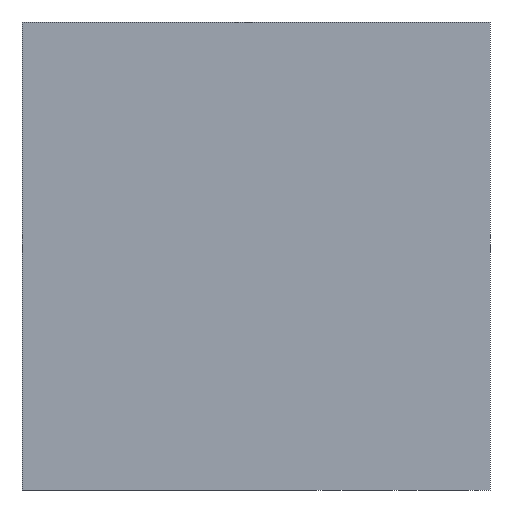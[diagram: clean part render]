
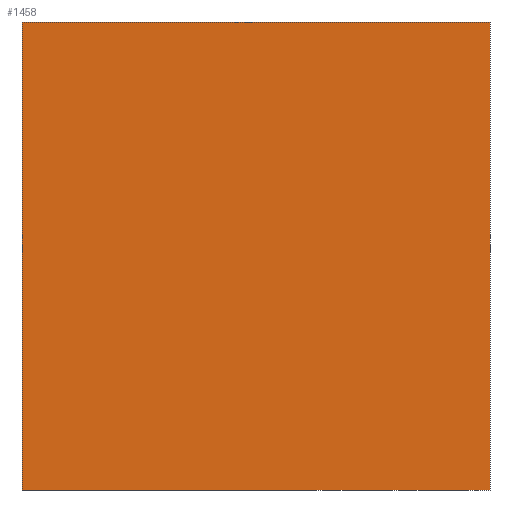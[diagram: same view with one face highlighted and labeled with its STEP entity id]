
A CAD part, left-side view. The second image highlights one B-rep face of the part: STEP entity #1458.
In plain terms, the highlighted planar face has unit normal (-1, 0, 0).
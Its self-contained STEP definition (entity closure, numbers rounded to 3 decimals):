
#10 = VECTOR ( 'NONE', #337, 1000. ) ;
#64 = DIRECTION ( 'NONE',  ( 0., -1., 0. ) ) ;
#152 = CARTESIAN_POINT ( 'NONE',  ( 0., 0., 40. ) ) ;
#156 = DIRECTION ( 'NONE',  ( 0., 0., -1. ) ) ;
#194 = LINE ( 'NONE', #152, #10 ) ;
#337 = DIRECTION ( 'NONE',  ( 0., -1., 0. ) ) ;
#575 = FACE_OUTER_BOUND ( 'NONE', #1787, .T. ) ;
#622 = ORIENTED_EDGE ( 'NONE', *, *, #704, .T. ) ;
#704 = EDGE_CURVE ( 'NONE', #2309, #2461, #1102, .T. ) ;
#730 = ORIENTED_EDGE ( 'NONE', *, *, #1198, .F. ) ;
#744 = ORIENTED_EDGE ( 'NONE', *, *, #1457, .F. ) ;
#770 = CARTESIAN_POINT ( 'NONE',  ( 0., 0., 40. ) ) ;
#888 = CARTESIAN_POINT ( 'NONE',  ( 0., 0., 0. ) ) ;
#915 = DIRECTION ( 'NONE',  ( 1., 0., 0. ) ) ;
#994 = ORIENTED_EDGE ( 'NONE', *, *, #1741, .T. ) ;
#1089 = CARTESIAN_POINT ( 'NONE',  ( 0., 0., 40. ) ) ;
#1102 = LINE ( 'NONE', #1233, #1569 ) ;
#1198 = EDGE_CURVE ( 'NONE', #1482, #2461, #2080, .T. ) ;
#1233 = CARTESIAN_POINT ( 'NONE',  ( 0., 0., 0. ) ) ;
#1457 = EDGE_CURVE ( 'NONE', #1495, #1482, #194, .T. ) ;
#1458 = ADVANCED_FACE ( 'NONE', ( #575 ), #2265, .F. ) ;
#1482 = VERTEX_POINT ( 'NONE', #770 ) ;
#1495 = VERTEX_POINT ( 'NONE', #1746 ) ;
#1569 = VECTOR ( 'NONE', #64, 1000. ) ;
#1586 = CARTESIAN_POINT ( 'NONE',  ( 0., 40., 0. ) ) ;
#1598 = VECTOR ( 'NONE', #156, 1000. ) ;
#1741 = EDGE_CURVE ( 'NONE', #1495, #2309, #2216, .T. ) ;
#1746 = CARTESIAN_POINT ( 'NONE',  ( 0., 40., 40. ) ) ;
#1787 = EDGE_LOOP ( 'NONE', ( #622, #730, #744, #994 ) ) ;
#2028 = AXIS2_PLACEMENT_3D ( 'NONE', #2064, #915, #2457 ) ;
#2064 = CARTESIAN_POINT ( 'NONE',  ( 0., 0., 40. ) ) ;
#2080 = LINE ( 'NONE', #1089, #1598 ) ;
#2163 = DIRECTION ( 'NONE',  ( 0., 0., -1. ) ) ;
#2216 = LINE ( 'NONE', #2332, #2466 ) ;
#2265 = PLANE ( 'NONE',  #2028 ) ;
#2309 = VERTEX_POINT ( 'NONE', #1586 ) ;
#2332 = CARTESIAN_POINT ( 'NONE',  ( 0., 40., 40. ) ) ;
#2457 = DIRECTION ( 'NONE',  ( 0., 0., -1. ) ) ;
#2461 = VERTEX_POINT ( 'NONE', #888 ) ;
#2466 = VECTOR ( 'NONE', #2163, 1000. ) ;
